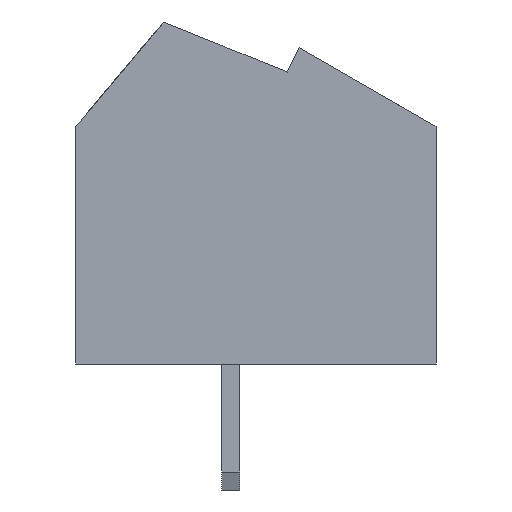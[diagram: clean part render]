
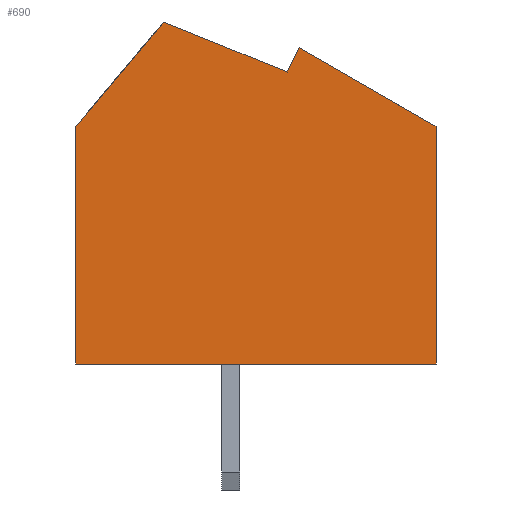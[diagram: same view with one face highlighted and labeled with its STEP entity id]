
A CAD part, left-side view. The second image highlights one B-rep face of the part: STEP entity #690.
In plain terms, the highlighted planar face has unit normal (-1, 0, 0).
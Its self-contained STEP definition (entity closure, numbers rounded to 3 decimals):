
#690 = ADVANCED_FACE( '', ( #1518 ), #1519, .F. );
#1518 = FACE_OUTER_BOUND( '', #2618, .T. );
#1519 = PLANE( '', #2619 );
#2618 = EDGE_LOOP( '', ( #4041, #4042, #4043, #4044, #4045, #4046, #4047 ) );
#2619 = AXIS2_PLACEMENT_3D( '', #4048, #4049, #4050 );
#4041 = ORIENTED_EDGE( '', *, *, #7087, .F. );
#4042 = ORIENTED_EDGE( '', *, *, #7088, .F. );
#4043 = ORIENTED_EDGE( '', *, *, #7089, .F. );
#4044 = ORIENTED_EDGE( '', *, *, #7090, .F. );
#4045 = ORIENTED_EDGE( '', *, *, #6909, .F. );
#4046 = ORIENTED_EDGE( '', *, *, #6928, .F. );
#4047 = ORIENTED_EDGE( '', *, *, #7091, .F. );
#4048 = CARTESIAN_POINT( '', ( -9.525, 0., 0. ) );
#4049 = DIRECTION( '', ( 1., 0., 0. ) );
#4050 = DIRECTION( '', ( 0., 0., -1. ) );
#6909 = EDGE_CURVE( '', #8303, #8304, #8305, .T. );
#6928 = EDGE_CURVE( '', #8336, #8303, #8337, .T. );
#7087 = EDGE_CURVE( '', #8611, #8612, #8613, .T. );
#7088 = EDGE_CURVE( '', #8614, #8611, #8615, .T. );
#7089 = EDGE_CURVE( '', #8616, #8614, #8617, .T. );
#7090 = EDGE_CURVE( '', #8304, #8616, #8618, .T. );
#7091 = EDGE_CURVE( '', #8612, #8336, #8619, .T. );
#8303 = VERTEX_POINT( '', #10319 );
#8304 = VERTEX_POINT( '', #10320 );
#8305 = LINE( '', #10321, #10322 );
#8336 = VERTEX_POINT( '', #10367 );
#8337 = LINE( '', #10368, #10369 );
#8611 = VERTEX_POINT( '', #10753 );
#8612 = VERTEX_POINT( '', #10754 );
#8613 = LINE( '', #10755, #10756 );
#8614 = VERTEX_POINT( '', #10757 );
#8615 = LINE( '', #10758, #10759 );
#8616 = VERTEX_POINT( '', #10760 );
#8617 = LINE( '', #10761, #10762 );
#8618 = LINE( '', #10763, #10764 );
#8619 = LINE( '', #10765, #10766 );
#10319 = CARTESIAN_POINT( '', ( -9.525, -0.867, 4.811 ) );
#10320 = CARTESIAN_POINT( '', ( -9.525, -1.199, 5.483 ) );
#10321 = CARTESIAN_POINT( '', ( -9.525, -0.867, 4.811 ) );
#10322 = VECTOR( '', #12861, 1000. );
#10367 = CARTESIAN_POINT( '', ( -9.525, 2.566, 6.2 ) );
#10368 = CARTESIAN_POINT( '', ( -9.525, 2.566, 6.2 ) );
#10369 = VECTOR( '', #12876, 1000. );
#10753 = CARTESIAN_POINT( '', ( -9.525, 5., -3.3 ) );
#10754 = CARTESIAN_POINT( '', ( -9.525, 5., 3.3 ) );
#10755 = CARTESIAN_POINT( '', ( -9.525, 5., -3.3 ) );
#10756 = VECTOR( '', #13035, 1000. );
#10757 = CARTESIAN_POINT( '', ( -9.525, -5., -3.3 ) );
#10758 = CARTESIAN_POINT( '', ( -9.525, 5., -3.3 ) );
#10759 = VECTOR( '', #13036, 1000. );
#10760 = CARTESIAN_POINT( '', ( -9.525, -5., 3.3 ) );
#10761 = CARTESIAN_POINT( '', ( -9.525, -5., 3.3 ) );
#10762 = VECTOR( '', #13037, 1000. );
#10763 = CARTESIAN_POINT( '', ( -9.525, -1.199, 5.483 ) );
#10764 = VECTOR( '', #13038, 1000. );
#10765 = CARTESIAN_POINT( '', ( -9.525, 5., 3.3 ) );
#10766 = VECTOR( '', #13039, 1000. );
#12861 = DIRECTION( '', ( 0., -0.443, 0.897 ) );
#12876 = DIRECTION( '', ( 0., -0.927, -0.375 ) );
#13035 = DIRECTION( '', ( 0., 0., 1. ) );
#13036 = DIRECTION( '', ( 0., 1., 0. ) );
#13037 = DIRECTION( '', ( 0., 0., -1. ) );
#13038 = DIRECTION( '', ( 0., -0.867, -0.498 ) );
#13039 = DIRECTION( '', ( 0., -0.643, 0.766 ) );
